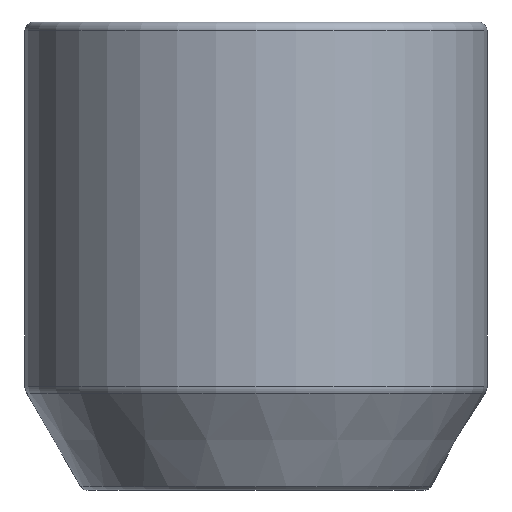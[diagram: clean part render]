
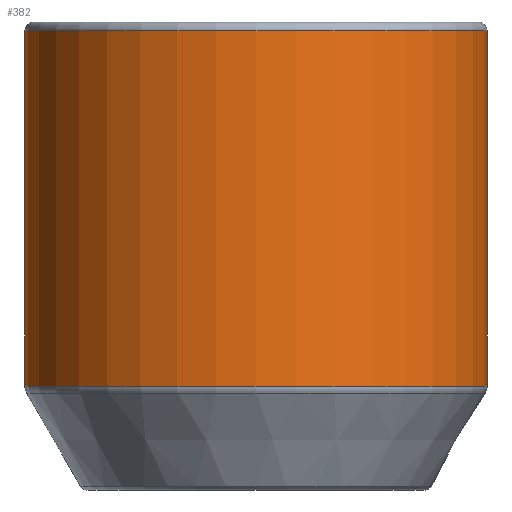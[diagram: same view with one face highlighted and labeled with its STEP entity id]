
A CAD part, front view. The second image highlights one B-rep face of the part: STEP entity #382.
In plain terms, the highlighted cylindrical face has radius 8 mm (diameter 16 mm), a full revolution.
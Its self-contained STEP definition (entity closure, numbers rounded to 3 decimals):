
#29=CYLINDRICAL_SURFACE('',#414,8.);
#42=ORIENTED_EDGE('',*,*,#84,.T.);
#43=ORIENTED_EDGE('',*,*,#85,.T.);
#84=EDGE_CURVE('',#105,#105,#126,.F.);
#85=EDGE_CURVE('',#106,#106,#127,.F.);
#105=VERTEX_POINT('',#551);
#106=VERTEX_POINT('',#553);
#126=CIRCLE('',#415,8.);
#127=CIRCLE('',#416,8.);
#147=EDGE_LOOP('',(#42));
#148=EDGE_LOOP('',(#43));
#189=FACE_BOUND('',#147,.T.);
#190=FACE_BOUND('',#148,.T.);
#382=ADVANCED_FACE('',(#189,#190),#29,.T.);
#414=AXIS2_PLACEMENT_3D('',#549,#467,#468);
#415=AXIS2_PLACEMENT_3D('',#550,#469,#470);
#416=AXIS2_PLACEMENT_3D('',#552,#471,#472);
#467=DIRECTION('',(0.,0.,1.));
#468=DIRECTION('',(1.,0.,0.));
#469=DIRECTION('',(0.,0.,1.));
#470=DIRECTION('',(1.,0.,0.));
#471=DIRECTION('',(0.,0.,-1.));
#472=DIRECTION('',(-1.,0.,0.));
#549=CARTESIAN_POINT('',(0.,0.,16.2));
#550=CARTESIAN_POINT('',(0.,0.,15.9));
#551=CARTESIAN_POINT('',(8.,0.,15.9));
#552=CARTESIAN_POINT('',(0.,0.,3.598));
#553=CARTESIAN_POINT('',(-8.,0.,3.598));
